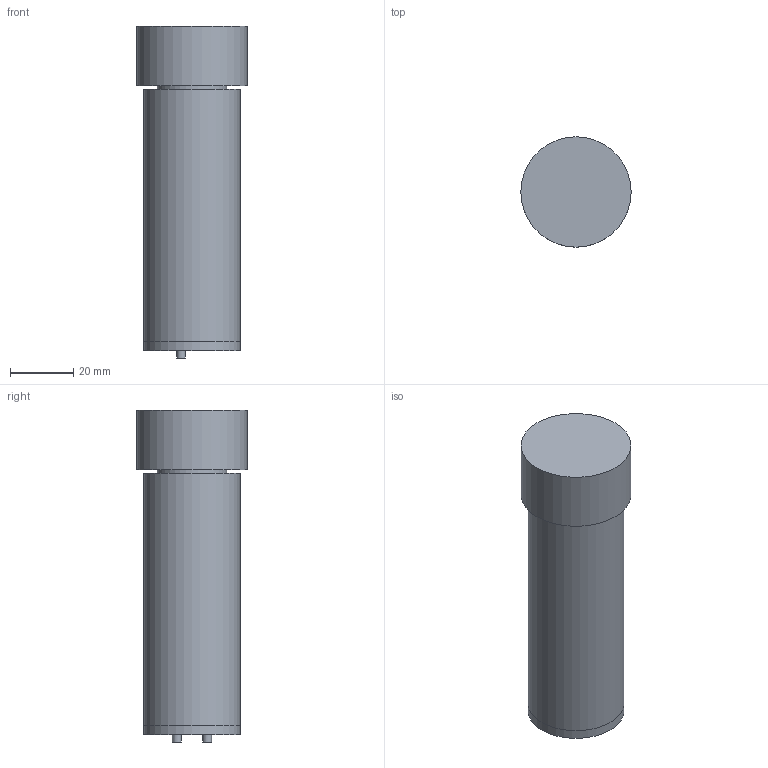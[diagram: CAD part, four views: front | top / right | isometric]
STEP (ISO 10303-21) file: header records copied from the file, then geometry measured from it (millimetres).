
FILE_DESCRIPTION(/* description */ (''),/* implementation_level */ '2;1');
FILE_NAME(/* name */ 'QRA4-kpl..stp',/* time_stamp */ '2009-06-26T08:59:23+02:00',/* author */ (''),/* organization */ (''),/* preprocessor_version */ 'ST-DEVELOPER v11',/* originating_system */ 'SIEMENS UGS NX 6.0',/* authorisation */ '');
FILE_SCHEMA (('AUTOMOTIVE_DESIGN { 1 0 10303 214 1 1 1 1 }'));
Length unit declared in the file: millimetre
Products named in the file (4): 014003_00; 014004_00; 014005_00; 013847_00
Assembly tree (3 placements, depth 2):
  013847_00
    014005_00
    014004_00
    014003_00
Bounding box: 35 x 35 x 105.3 mm (x, y, z)
Volume: 86562.4 mm3; surface area: 16019.8 mm2
Topology: 3 solids, 3 shells, 19 faces, 27 edges, 19 vertices
Faces by surface type: plane 10, cylinder 7, cone 1, torus 1
Full cylindrical faces by diameter (mm): 2.8 x2, 22 x1, 26.682 x1, 30.5 x2, 35 x1
Entity records: 453 total; most frequent: DIRECTION 78, CARTESIAN_POINT 56, AXIS2_PLACEMENT_3D 39, EDGE_LOOP 32, ORIENTED_EDGE 32, FACE_BOUND 25, ADVANCED_FACE 19, VERTEX_POINT 16
